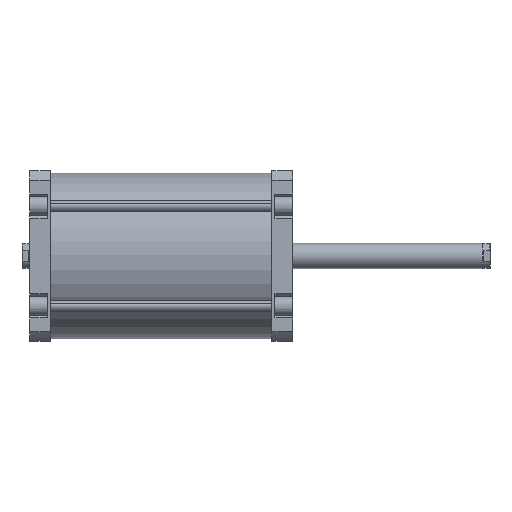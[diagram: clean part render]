
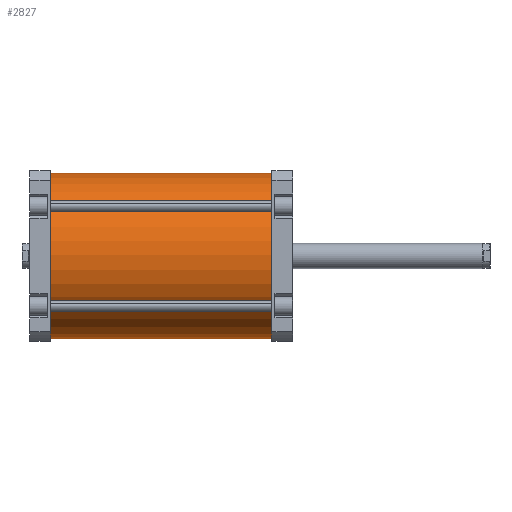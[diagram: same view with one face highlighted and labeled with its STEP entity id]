
A CAD part, front view. The second image highlights one B-rep face of the part: STEP entity #2827.
In plain terms, the highlighted cylindrical face has radius 131 mm (diameter 262 mm), a partial arc.
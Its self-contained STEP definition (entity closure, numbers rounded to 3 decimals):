
#255 = VECTOR ( 'NONE', #6083, 1000. ) ;
#258 = LINE ( 'NONE', #6074, #255 ) ;
#266 = VECTOR ( 'NONE', #6110, 1000. ) ;
#268 = CIRCLE ( 'NONE', #4446, 131. ) ;
#271 = LINE ( 'NONE', #6102, #266 ) ;
#275 = CIRCLE ( 'NONE', #4447, 131. ) ;
#635 = FACE_OUTER_BOUND ( 'NONE', #1498, .T. ) ;
#638 = CYLINDRICAL_SURFACE ( 'NONE', #4188, 131. ) ;
#1483 = ORIENTED_EDGE ( 'NONE', *, *, #4922, .F. ) ;
#1484 = ORIENTED_EDGE ( 'NONE', *, *, #4928, .T. ) ;
#1485 = ORIENTED_EDGE ( 'NONE', *, *, #4932, .T. ) ;
#1486 = ORIENTED_EDGE ( 'NONE', *, *, #4934, .F. ) ;
#1498 = EDGE_LOOP ( 'NONE', ( #1486, #1485, #1484, #1483 ) ) ;
#2353 = CARTESIAN_POINT ( 'NONE',  ( -131., 0., 350. ) ) ;
#2444 = VERTEX_POINT ( 'NONE', #2353 ) ;
#2445 = VERTEX_POINT ( 'NONE', #2531 ) ;
#2460 = CARTESIAN_POINT ( 'NONE',  ( 131., 0., 350. ) ) ;
#2501 = VERTEX_POINT ( 'NONE', #2543 ) ;
#2511 = VERTEX_POINT ( 'NONE', #2460 ) ;
#2531 = CARTESIAN_POINT ( 'NONE',  ( -131., 0., 0. ) ) ;
#2543 = CARTESIAN_POINT ( 'NONE',  ( 131., 0., 0. ) ) ;
#2827 = ADVANCED_FACE ( 'NONE', ( #635 ), #638, .T. ) ;
#3326 = DIRECTION ( 'NONE',  ( 0., 0., -1. ) ) ;
#3330 = DIRECTION ( 'NONE',  ( -1., 0., 0. ) ) ;
#3359 = CARTESIAN_POINT ( 'NONE',  ( 0., 0., 350. ) ) ;
#4188 = AXIS2_PLACEMENT_3D ( 'NONE', #3359, #3326, #3330 ) ;
#4446 = AXIS2_PLACEMENT_3D ( 'NONE', #6093, #6099, #6100 ) ;
#4447 = AXIS2_PLACEMENT_3D ( 'NONE', #6109, #6114, #6115 ) ;
#4922 = EDGE_CURVE ( 'NONE', #2444, #2445, #258, .T. ) ;
#4928 = EDGE_CURVE ( 'NONE', #2501, #2445, #268, .T. ) ;
#4932 = EDGE_CURVE ( 'NONE', #2511, #2501, #271, .T. ) ;
#4934 = EDGE_CURVE ( 'NONE', #2511, #2444, #275, .T. ) ;
#6074 = CARTESIAN_POINT ( 'NONE',  ( -131., 0., 350. ) ) ;
#6083 = DIRECTION ( 'NONE',  ( 0., 0., -1. ) ) ;
#6093 = CARTESIAN_POINT ( 'NONE',  ( 0., 0., 0. ) ) ;
#6099 = DIRECTION ( 'NONE',  ( 0., 0., 1. ) ) ;
#6100 = DIRECTION ( 'NONE',  ( 1., 0., 0. ) ) ;
#6102 = CARTESIAN_POINT ( 'NONE',  ( 131., 0., 350. ) ) ;
#6109 = CARTESIAN_POINT ( 'NONE',  ( 0., 0., 350. ) ) ;
#6110 = DIRECTION ( 'NONE',  ( 0., 0., -1. ) ) ;
#6114 = DIRECTION ( 'NONE',  ( 0., 0., 1. ) ) ;
#6115 = DIRECTION ( 'NONE',  ( 1., 0., 0. ) ) ;
